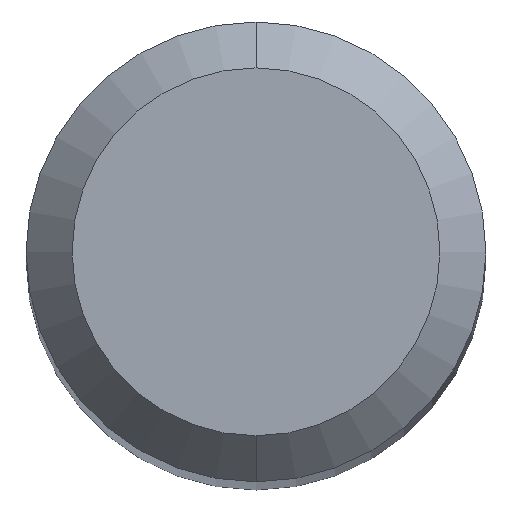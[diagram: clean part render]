
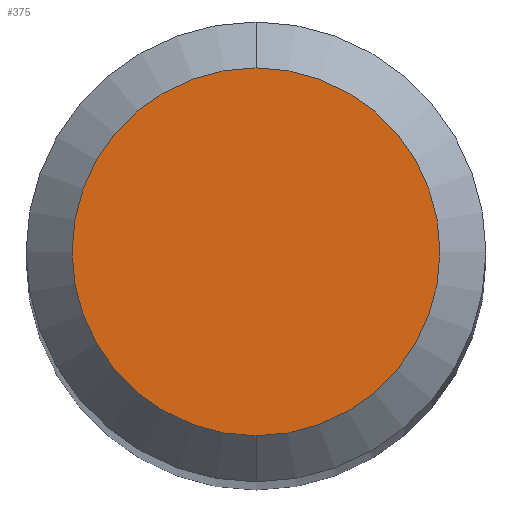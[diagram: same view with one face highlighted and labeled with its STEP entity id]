
A CAD part, top view. The second image highlights one B-rep face of the part: STEP entity #375.
In plain terms, the highlighted planar face has unit normal (0, 0, 1).
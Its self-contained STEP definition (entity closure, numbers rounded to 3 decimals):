
#255=VERTEX_POINT('',#568);
#345=EDGE_CURVE('',#411,#255,#665,.T.);
#375=ADVANCED_FACE('',(#701),#702,.T.);
#411=VERTEX_POINT('',#742);
#419=EDGE_CURVE('',#255,#411,#750,.T.);
#568=CARTESIAN_POINT('',(0.,-1.2,0.0));
#665=CIRCLE('',#1180,1.2);
#701=FACE_OUTER_BOUND('',#1238,.T.);
#702=PLANE('',#1239);
#742=CARTESIAN_POINT('',(0.0,1.2,0.0));
#750=CIRCLE('',#1338,1.2);
#1180=AXIS2_PLACEMENT_3D('',#1621,#1622,#1623);
#1238=EDGE_LOOP('',(#1680,#1681));
#1239=AXIS2_PLACEMENT_3D('',#1682,#1683,#1684);
#1338=AXIS2_PLACEMENT_3D('',#1731,#1732,#1733);
#1621=CARTESIAN_POINT('',(0.0,0.0,0.0));
#1622=DIRECTION('',(0.0,0.0,-1.0));
#1623=DIRECTION('',(0.0,1.0,0.0));
#1680=ORIENTED_EDGE('',*,*,#345,.F.);
#1681=ORIENTED_EDGE('',*,*,#419,.F.);
#1682=CARTESIAN_POINT('',(0.0,0.6,0.0));
#1683=DIRECTION('',(-0.0,0.0,1.0));
#1684=DIRECTION('',(0.0,-1.0,0.0));
#1731=CARTESIAN_POINT('',(0.0,0.0,0.0));
#1732=DIRECTION('',(0.0,0.0,-1.0));
#1733=DIRECTION('',(0.0,1.0,0.0));
